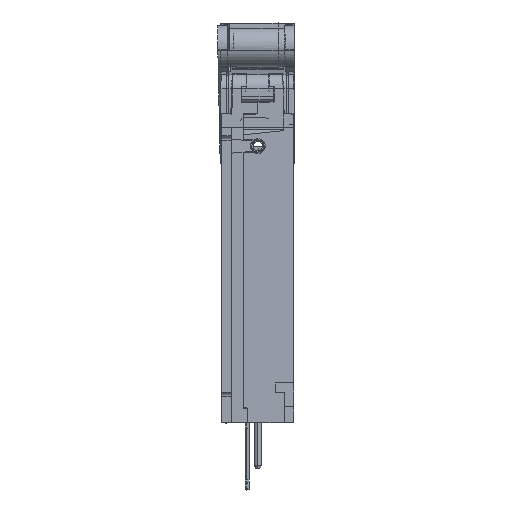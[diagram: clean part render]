
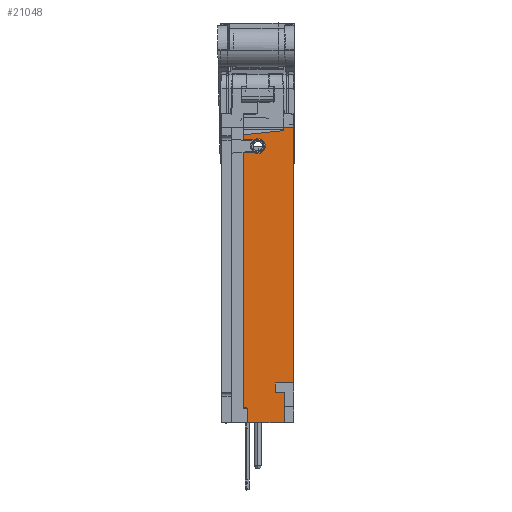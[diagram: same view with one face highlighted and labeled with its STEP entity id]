
A CAD part, left-side view. The second image highlights one B-rep face of the part: STEP entity #21048.
In plain terms, the highlighted planar face has unit normal (-1, -0.009, 0).
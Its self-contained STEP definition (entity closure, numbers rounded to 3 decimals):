
#7199=DIRECTION('',(0.,0.,1.));
#7200=VECTOR('',#7199,6.278);
#7201=CARTESIAN_POINT('',(-40.708,76.447,
-118.464));
#7202=LINE('',#7201,#7200);
#7248=DIRECTION('',(0.,0.,1.));
#7249=VECTOR('',#7248,20.385);
#7250=CARTESIAN_POINT('',(-40.653,70.197,
-138.958));
#7251=LINE('',#7250,#7249);
#7262=DIRECTION('',(0.,0.,-1.));
#7263=VECTOR('',#7262,174.89);
#7264=CARTESIAN_POINT('',(-40.596,63.697,62.926));
#7265=LINE('',#7264,#7263);
#7269=DIRECTION('',(-0.009,1.,-0.017));
#7270=VECTOR('',#7269,12.752);
#7271=CARTESIAN_POINT('',(-40.596,63.697,
-111.963));
#7272=LINE('',#7271,#7270);
#7276=DIRECTION('',(0.009,-1.,-0.017));
#7277=VECTOR('',#7276,6.251);
#7278=CARTESIAN_POINT('',(-40.708,76.447,
-118.464));
#7279=LINE('',#7278,#7277);
#7283=DIRECTION('',(-0.009,1.,-0.009));
#7284=VECTOR('',#7283,25.002);
#7285=CARTESIAN_POINT('',(-40.653,70.197,
-138.958));
#7286=LINE('',#7285,#7284);
#7290=DIRECTION('',(0.,0.,1.));
#7291=VECTOR('',#7290,10.028);
#7292=CARTESIAN_POINT('',(-40.871,95.197,
-139.176));
#7293=LINE('',#7292,#7291);
#7297=DIRECTION('',(-0.009,1.,0.017));
#7298=VECTOR('',#7297,3.001);
#7299=CARTESIAN_POINT('',(-40.871,95.197,
-129.148));
#7300=LINE('',#7299,#7298);
#7304=DIRECTION('',(0.,0.,1.));
#7305=VECTOR('',#7304,173.046);
#7306=CARTESIAN_POINT('',(-40.897,98.197,
-129.095));
#7307=LINE('',#7306,#7305);
#7311=DIRECTION('',(0.009,-1.,0.025));
#7312=VECTOR('',#7311,10.166);
#7313=CARTESIAN_POINT('',(-40.897,98.197,43.951));
#7314=LINE('',#7313,#7312);
#7318=CARTESIAN_POINT('',(-40.809,88.035,44.202));
#7319=CARTESIAN_POINT('',(-40.802,87.301,44.295));
#7320=CARTESIAN_POINT('',(-40.791,86.044,44.643));
#7321=CARTESIAN_POINT('',(-40.782,84.916,45.689));
#7322=CARTESIAN_POINT('',(-40.775,84.164,47.148));
#7323=CARTESIAN_POINT('',(-40.774,84.028,48.497));
#7324=CARTESIAN_POINT('',(-40.777,84.348,49.917));
#7325=CARTESIAN_POINT('',(-40.782,84.994,50.928));
#7326=CARTESIAN_POINT('',(-40.791,85.946,51.911));
#7327=CARTESIAN_POINT('',(-40.802,87.253,52.267));
#7328=CARTESIAN_POINT('',(-40.809,88.035,52.394));
#7333=DIRECTION('',(-0.009,1.,0.025));
#7334=VECTOR('',#7333,10.166);
#7335=CARTESIAN_POINT('',(-40.809,88.035,52.394));
#7336=LINE('',#7335,#7334);
#7340=DIRECTION('',(0.,0.,1.));
#7341=VECTOR('',#7340,3.356);
#7342=CARTESIAN_POINT('',(-40.897,98.197,52.645));
#7343=LINE('',#7342,#7341);
#7347=DIRECTION('',(0.,0.,1.));
#7348=VECTOR('',#7347,3.977);
#7349=CARTESIAN_POINT('',(-40.657,70.608,58.83));
#7350=LINE('',#7349,#7348);
#7354=DIRECTION('',(0.009,-1.,0.017));
#7355=VECTOR('',#7354,6.913);
#7356=CARTESIAN_POINT('',(-40.657,70.609,62.807));
#7357=LINE('',#7356,#7355);
#17439=DIRECTION('',(-0.009,0.995,-0.102));
#17440=VECTOR('',#17439,27.735);
#17441=CARTESIAN_POINT('',(-40.657,70.608,
58.83));
#17442=LINE('',#17441,#17440);
#18651=CARTESIAN_POINT('',(-40.871,95.197,
-139.176));
#18653=VERTEX_POINT('',#18651);
#18654=CARTESIAN_POINT('',(-40.871,95.197,
-129.148));
#18655=VERTEX_POINT('',#18654);
#18656=CARTESIAN_POINT('',(-40.897,98.197,
-129.095));
#18657=VERTEX_POINT('',#18656);
#18658=CARTESIAN_POINT('',(-40.897,98.197,
43.951));
#18659=VERTEX_POINT('',#18658);
#18660=CARTESIAN_POINT('',(-40.809,88.035,
44.202));
#18661=VERTEX_POINT('',#18660);
#18662=VERTEX_POINT('',#7328);
#18663=CARTESIAN_POINT('',(-40.897,98.197,
52.645));
#18664=VERTEX_POINT('',#18663);
#18665=CARTESIAN_POINT('',(-40.897,98.197,
56.));
#18666=VERTEX_POINT('',#18665);
#18667=CARTESIAN_POINT('',(-40.657,70.608,
58.83));
#18668=CARTESIAN_POINT('',(-40.657,70.609,
62.807));
#18669=VERTEX_POINT('',#18667);
#18670=VERTEX_POINT('',#18668);
#19221=CARTESIAN_POINT('',(-40.653,70.197,
-138.958));
#19222=VERTEX_POINT('',#19221);
#19225=CARTESIAN_POINT('',(-40.708,76.447,
-118.464));
#19226=VERTEX_POINT('',#19225);
#19227=CARTESIAN_POINT('',(-40.708,76.447,
-112.186));
#19228=VERTEX_POINT('',#19227);
#19241=CARTESIAN_POINT('',(-40.653,70.197,
-118.573));
#19242=VERTEX_POINT('',#19241);
#19243=CARTESIAN_POINT('',(-40.596,63.697,
62.926));
#19244=CARTESIAN_POINT('',(-40.596,63.697,
-111.963));
#19245=VERTEX_POINT('',#19243);
#19246=VERTEX_POINT('',#19244);
#21012=CARTESIAN_POINT('',(-40.897,98.197,
-140.045));
#21013=DIRECTION('',(-1.,-0.009,0.));
#21014=DIRECTION('',(0.,0.,1.));
#21015=AXIS2_PLACEMENT_3D('',#21012,#21013,#21014);
#21016=PLANE('',#21015);
#21018=ORIENTED_EDGE('',*,*,#21017,.T.);
#21020=ORIENTED_EDGE('',*,*,#21019,.T.);
#21021=ORIENTED_EDGE('',*,*,#20963,.F.);
#21023=ORIENTED_EDGE('',*,*,#21022,.T.);
#21024=ORIENTED_EDGE('',*,*,#21005,.F.);
#21025=ORIENTED_EDGE('',*,*,#20933,.T.);
#21027=ORIENTED_EDGE('',*,*,#21026,.T.);
#21029=ORIENTED_EDGE('',*,*,#21028,.T.);
#21031=ORIENTED_EDGE('',*,*,#21030,.T.);
#21033=ORIENTED_EDGE('',*,*,#21032,.T.);
#21035=ORIENTED_EDGE('',*,*,#21034,.T.);
#21037=ORIENTED_EDGE('',*,*,#21036,.T.);
#21039=ORIENTED_EDGE('',*,*,#21038,.T.);
#21041=ORIENTED_EDGE('',*,*,#21040,.F.);
#21043=ORIENTED_EDGE('',*,*,#21042,.T.);
#21045=ORIENTED_EDGE('',*,*,#21044,.T.);
#21046=EDGE_LOOP('',(#21018,#21020,#21021,#21023,#21024,#21025,#21027,#21029,
#21031,#21033,#21035,#21037,#21039,#21041,#21043,#21045));
#21047=FACE_OUTER_BOUND('',#21046,.F.);
#7329=B_SPLINE_CURVE_WITH_KNOTS('',3,(#7318,#7319,#7320,#7321,#7322,#7323,#7324,
#7325,#7326,#7327,#7328),.UNSPECIFIED.,.F.,.F.,(4,1,1,1,1,1,1,1,4),(0.,
0.125,0.25,0.375,0.5,0.625,0.75,0.875,1.),.UNSPECIFIED.);
#20933=EDGE_CURVE('',#19222,#18653,#7286,.T.);
#20963=EDGE_CURVE('',#19226,#19228,#7202,.T.);
#21005=EDGE_CURVE('',#19222,#19242,#7251,.T.);
#21017=EDGE_CURVE('',#19245,#19246,#7265,.T.);
#21019=EDGE_CURVE('',#19246,#19228,#7272,.T.);
#21022=EDGE_CURVE('',#19226,#19242,#7279,.T.);
#21026=EDGE_CURVE('',#18653,#18655,#7293,.T.);
#21028=EDGE_CURVE('',#18655,#18657,#7300,.T.);
#21030=EDGE_CURVE('',#18657,#18659,#7307,.T.);
#21032=EDGE_CURVE('',#18659,#18661,#7314,.T.);
#21034=EDGE_CURVE('',#18661,#18662,#7329,.T.);
#21036=EDGE_CURVE('',#18662,#18664,#7336,.T.);
#21038=EDGE_CURVE('',#18664,#18666,#7343,.T.);
#21040=EDGE_CURVE('',#18669,#18666,#17442,.T.);
#21042=EDGE_CURVE('',#18669,#18670,#7350,.T.);
#21044=EDGE_CURVE('',#18670,#19245,#7357,.T.);
#21048=ADVANCED_FACE('',(#21047),#21016,.T.);
